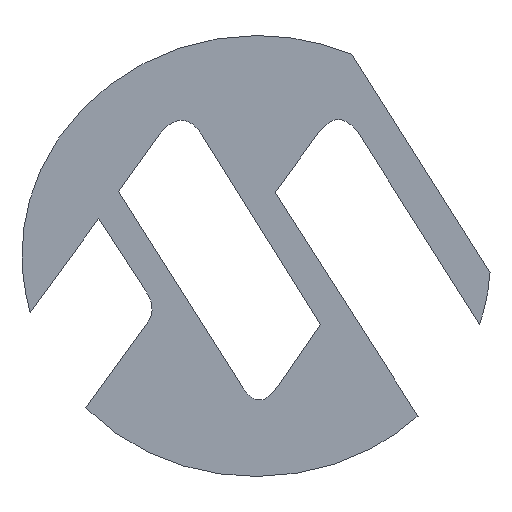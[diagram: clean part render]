
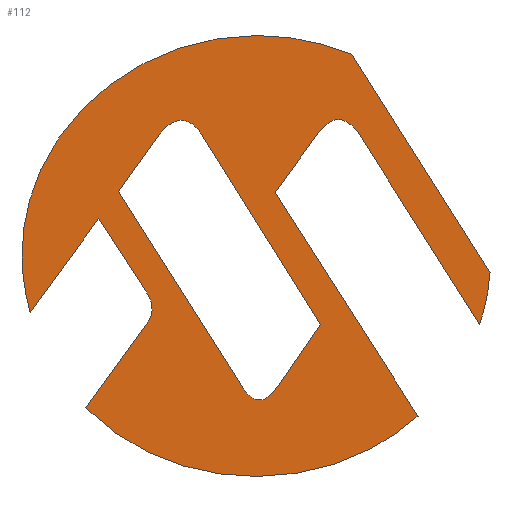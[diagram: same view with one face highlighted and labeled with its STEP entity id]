
A CAD part, top view. The second image highlights one B-rep face of the part: STEP entity #112.
In plain terms, the highlighted planar face has unit normal (0, 0, 1).
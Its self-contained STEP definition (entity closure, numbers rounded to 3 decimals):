
#12=FACE_BOUND('',#15,.T.);
#13=FACE_OUTER_BOUND('',#14,.T.);
#14=EDGE_LOOP('',(#90,#91,#92,#93,#94,#95,#96,#97,#98,#99,#100,#101,#102,
#103,#104));
#15=EDGE_LOOP('',(#105,#106,#107,#108,#109,#110));
#16=LINE('',#158,#27);
#17=LINE('',#160,#28);
#18=LINE('',#167,#29);
#19=LINE('',#174,#30);
#20=LINE('',#191,#31);
#21=LINE('',#193,#32);
#22=LINE('',#199,#33);
#23=LINE('',#202,#34);
#24=LINE('',#204,#35);
#25=LINE('',#211,#36);
#26=LINE('',#213,#37);
#27=VECTOR('',#133,10.);
#28=VECTOR('',#134,10.);
#29=VECTOR('',#135,10.);
#30=VECTOR('',#136,10.);
#31=VECTOR('',#137,10.);
#32=VECTOR('',#138,10.);
#33=VECTOR('',#139,10.);
#34=VECTOR('',#140,10.);
#35=VECTOR('',#141,10.);
#36=VECTOR('',#142,10.);
#37=VECTOR('',#143,10.);
#38=B_SPLINE_CURVE_WITH_KNOTS('',3,(#148,#149,#150,#151),.UNSPECIFIED.,
 .F.,.F.,(4,4),(0.,1.),.UNSPECIFIED.);
#39=B_SPLINE_CURVE_WITH_KNOTS('',3,(#153,#154,#155,#156),.UNSPECIFIED.,
 .F.,.F.,(4,4),(0.,1.),.UNSPECIFIED.);
#40=B_SPLINE_CURVE_WITH_KNOTS('',3,(#162,#163,#164,#165),.UNSPECIFIED.,
 .F.,.F.,(4,4),(0.,1.),.UNSPECIFIED.);
#41=B_SPLINE_CURVE_WITH_KNOTS('',3,(#169,#170,#171,#172),.UNSPECIFIED.,
 .F.,.F.,(4,4),(0.,1.),.UNSPECIFIED.);
#42=B_SPLINE_CURVE_WITH_KNOTS('',3,(#176,#177,#178,#179),.UNSPECIFIED.,
 .F.,.F.,(4,4),(0.,1.),.UNSPECIFIED.);
#43=B_SPLINE_CURVE_WITH_KNOTS('',3,(#181,#182,#183,#184),.UNSPECIFIED.,
 .F.,.F.,(4,4),(0.,1.),.UNSPECIFIED.);
#44=B_SPLINE_CURVE_WITH_KNOTS('',3,(#186,#187,#188,#189),.UNSPECIFIED.,
 .F.,.F.,(4,4),(0.,1.),.UNSPECIFIED.);
#45=B_SPLINE_CURVE_WITH_KNOTS('',3,(#195,#196,#197,#198),.UNSPECIFIED.,
 .F.,.F.,(4,4),(0.,1.),.UNSPECIFIED.);
#46=B_SPLINE_CURVE_WITH_KNOTS('',3,(#206,#207,#208,#209),.UNSPECIFIED.,
 .F.,.F.,(4,4),(-1.,0.),.UNSPECIFIED.);
#47=B_SPLINE_CURVE_WITH_KNOTS('',3,(#214,#215,#216,#217),.UNSPECIFIED.,
 .F.,.F.,(4,4),(-1.,0.),.UNSPECIFIED.);
#48=VERTEX_POINT('',#146);
#49=VERTEX_POINT('',#147);
#50=VERTEX_POINT('',#152);
#51=VERTEX_POINT('',#157);
#52=VERTEX_POINT('',#159);
#53=VERTEX_POINT('',#161);
#54=VERTEX_POINT('',#166);
#55=VERTEX_POINT('',#168);
#56=VERTEX_POINT('',#173);
#57=VERTEX_POINT('',#175);
#58=VERTEX_POINT('',#180);
#59=VERTEX_POINT('',#185);
#60=VERTEX_POINT('',#190);
#61=VERTEX_POINT('',#192);
#62=VERTEX_POINT('',#194);
#63=VERTEX_POINT('',#200);
#64=VERTEX_POINT('',#201);
#65=VERTEX_POINT('',#203);
#66=VERTEX_POINT('',#205);
#67=VERTEX_POINT('',#210);
#68=VERTEX_POINT('',#212);
#69=EDGE_CURVE('',#48,#49,#38,.T.);
#70=EDGE_CURVE('',#49,#50,#39,.T.);
#71=EDGE_CURVE('',#50,#51,#16,.T.);
#72=EDGE_CURVE('',#51,#52,#17,.T.);
#73=EDGE_CURVE('',#52,#53,#40,.T.);
#74=EDGE_CURVE('',#53,#54,#18,.T.);
#75=EDGE_CURVE('',#54,#55,#41,.T.);
#76=EDGE_CURVE('',#55,#56,#19,.T.);
#77=EDGE_CURVE('',#56,#57,#42,.T.);
#78=EDGE_CURVE('',#57,#58,#43,.T.);
#79=EDGE_CURVE('',#58,#59,#44,.T.);
#80=EDGE_CURVE('',#59,#60,#20,.T.);
#81=EDGE_CURVE('',#60,#61,#21,.T.);
#82=EDGE_CURVE('',#61,#62,#45,.T.);
#83=EDGE_CURVE('',#62,#48,#22,.T.);
#84=EDGE_CURVE('',#63,#64,#23,.T.);
#85=EDGE_CURVE('',#64,#65,#24,.T.);
#86=EDGE_CURVE('',#65,#66,#46,.T.);
#87=EDGE_CURVE('',#66,#67,#25,.T.);
#88=EDGE_CURVE('',#67,#68,#26,.T.);
#89=EDGE_CURVE('',#68,#63,#47,.T.);
#90=ORIENTED_EDGE('',*,*,#69,.T.);
#91=ORIENTED_EDGE('',*,*,#70,.T.);
#92=ORIENTED_EDGE('',*,*,#71,.T.);
#93=ORIENTED_EDGE('',*,*,#72,.T.);
#94=ORIENTED_EDGE('',*,*,#73,.T.);
#95=ORIENTED_EDGE('',*,*,#74,.T.);
#96=ORIENTED_EDGE('',*,*,#75,.T.);
#97=ORIENTED_EDGE('',*,*,#76,.T.);
#98=ORIENTED_EDGE('',*,*,#77,.T.);
#99=ORIENTED_EDGE('',*,*,#78,.T.);
#100=ORIENTED_EDGE('',*,*,#79,.T.);
#101=ORIENTED_EDGE('',*,*,#80,.T.);
#102=ORIENTED_EDGE('',*,*,#81,.T.);
#103=ORIENTED_EDGE('',*,*,#82,.T.);
#104=ORIENTED_EDGE('',*,*,#83,.T.);
#105=ORIENTED_EDGE('',*,*,#84,.T.);
#106=ORIENTED_EDGE('',*,*,#85,.T.);
#107=ORIENTED_EDGE('',*,*,#86,.T.);
#108=ORIENTED_EDGE('',*,*,#87,.T.);
#109=ORIENTED_EDGE('',*,*,#88,.T.);
#110=ORIENTED_EDGE('',*,*,#89,.T.);
#111=PLANE('',#128);
#112=ADVANCED_FACE('',(#13,#12),#111,.T.);
#128=AXIS2_PLACEMENT_3D('',#145,#131,#132);
#131=DIRECTION('center_axis',(0.,0.,1.));
#132=DIRECTION('ref_axis',(1.,0.,0.));
#133=DIRECTION('',(-0.538,0.843,0.));
#134=DIRECTION('',(0.59,0.807,0.));
#135=DIRECTION('',(0.535,-0.845,0.));
#136=DIRECTION('',(-0.535,0.845,0.));
#137=DIRECTION('',(0.589,0.808,0.));
#138=DIRECTION('',(0.546,-0.838,0.));
#139=DIRECTION('',(-0.586,-0.81,0.));
#140=DIRECTION('',(-0.535,0.845,0.));
#141=DIRECTION('',(0.584,0.811,0.));
#142=DIRECTION('',(0.53,-0.848,0.));
#143=DIRECTION('',(-0.566,-0.824,0.));
#145=CARTESIAN_POINT('Origin',(-0.384,-0.04,0.));
#146=CARTESIAN_POINT('',(-110.781,-98.637,0.));
#147=CARTESIAN_POINT('',(0.,-143.113,0.));
#148=CARTESIAN_POINT('Ctrl Pts',(-110.781,-98.637,0.));
#149=CARTESIAN_POINT('Ctrl Pts',(-81.121,-128.323,0.));
#150=CARTESIAN_POINT('Ctrl Pts',(-41.354,-143.113,0.));
#151=CARTESIAN_POINT('Ctrl Pts',(0.,-143.113,
0.));
#152=CARTESIAN_POINT('',(104.749,-103.955,0.));
#153=CARTESIAN_POINT('Ctrl Pts',(0.,-143.113,
0.));
#154=CARTESIAN_POINT('Ctrl Pts',(40.693,-143.113,0.));
#155=CARTESIAN_POINT('Ctrl Pts',(77.602,-128.058,0.));
#156=CARTESIAN_POINT('Ctrl Pts',(104.749,-103.955,0.));
#157=CARTESIAN_POINT('',(12.065,41.354,0.));
#158=CARTESIAN_POINT('',(104.749,-103.955,0.));
#159=CARTESIAN_POINT('',(40.693,80.513,0.));
#160=CARTESIAN_POINT('',(12.065,41.354,0.));
#161=CARTESIAN_POINT('',(65.564,80.513,0.));
#162=CARTESIAN_POINT('Ctrl Pts',(40.693,80.513,0.));
#163=CARTESIAN_POINT('Ctrl Pts',(48.736,91.061,0.));
#164=CARTESIAN_POINT('Ctrl Pts',(57.027,91.061,0.));
#165=CARTESIAN_POINT('Ctrl Pts',(65.564,80.513,0.));
#166=CARTESIAN_POINT('',(144.674,-44.45,0.));
#167=CARTESIAN_POINT('',(65.564,80.513,0.));
#168=CARTESIAN_POINT('',(151.448,-10.557,0.));
#169=CARTESIAN_POINT('Ctrl Pts',(144.674,-44.45,0.));
#170=CARTESIAN_POINT('Ctrl Pts',(148.431,-33.92,0.));
#171=CARTESIAN_POINT('Ctrl Pts',(150.707,-21.855,0.));
#172=CARTESIAN_POINT('Ctrl Pts',(151.448,-10.557,0.));
#173=CARTESIAN_POINT('',(61.78,130.995,0.));
#174=CARTESIAN_POINT('',(151.448,-10.557,0.));
#175=CARTESIAN_POINT('',(0.,143.034,0.));
#176=CARTESIAN_POINT('Ctrl Pts',(61.78,130.995,0.));
#177=CARTESIAN_POINT('Ctrl Pts',(42.942,138.536,0.));
#178=CARTESIAN_POINT('Ctrl Pts',(21.855,143.034,0.));
#179=CARTESIAN_POINT('Ctrl Pts',(0.,143.034,0.));
#180=CARTESIAN_POINT('',(-152.215,0.,0.));
#181=CARTESIAN_POINT('Ctrl Pts',(0.,143.034,0.));
#182=CARTESIAN_POINT('Ctrl Pts',(-78.766,143.034,0.));
#183=CARTESIAN_POINT('Ctrl Pts',(-152.215,82.55,0.));
#184=CARTESIAN_POINT('Ctrl Pts',(-152.215,0.,0.));
#185=CARTESIAN_POINT('',(-146.95,-36.883,0.));
#186=CARTESIAN_POINT('Ctrl Pts',(-152.215,0.,0.));
#187=CARTESIAN_POINT('Ctrl Pts',(-152.215,-12.806,0.));
#188=CARTESIAN_POINT('Ctrl Pts',(-149.966,-25.585,0.));
#189=CARTESIAN_POINT('Ctrl Pts',(-146.95,-36.883,0.));
#190=CARTESIAN_POINT('',(-102.5,24.104,0.));
#191=CARTESIAN_POINT('',(-146.95,-36.883,0.));
#192=CARTESIAN_POINT('',(-71.596,-23.336,0.));
#193=CARTESIAN_POINT('',(-102.5,24.104,0.));
#194=CARTESIAN_POINT('',(-71.596,-44.424,0.));
#195=CARTESIAN_POINT('Ctrl Pts',(-71.596,-23.336,0.));
#196=CARTESIAN_POINT('Ctrl Pts',(-66.569,-30.868,0.));
#197=CARTESIAN_POINT('Ctrl Pts',(-66.569,-37.897,0.));
#198=CARTESIAN_POINT('Ctrl Pts',(-71.596,-44.424,0.));
#199=CARTESIAN_POINT('',(-71.596,-44.424,0.));
#200=CARTESIAN_POINT('',(-10.53,-82.894,0.));
#201=CARTESIAN_POINT('',(-89.667,42.095,0.));
#202=CARTESIAN_POINT('',(-89.667,42.095,0.));
#203=CARTESIAN_POINT('',(-62.548,79.745,0.));
#204=CARTESIAN_POINT('',(-62.548,79.745,0.));
#205=CARTESIAN_POINT('',(-36.169,79.745,0.));
#206=CARTESIAN_POINT('Ctrl Pts',(-62.548,79.745,0.));
#207=CARTESIAN_POINT('Ctrl Pts',(-53.005,90.787,0.));
#208=CARTESIAN_POINT('Ctrl Pts',(-44.212,90.787,0.));
#209=CARTESIAN_POINT('Ctrl Pts',(-36.169,79.745,0.));
#210=CARTESIAN_POINT('',(41.46,-44.503,0.));
#211=CARTESIAN_POINT('',(41.46,-44.503,0.));
#212=CARTESIAN_POINT('',(15.081,-82.894,0.));
#213=CARTESIAN_POINT('',(15.081,-82.894,0.));
#214=CARTESIAN_POINT('Ctrl Pts',(15.081,-82.894,0.));
#215=CARTESIAN_POINT('Ctrl Pts',(6.05,-96.952,0.));
#216=CARTESIAN_POINT('Ctrl Pts',(-2.487,-96.952,0.));
#217=CARTESIAN_POINT('Ctrl Pts',(-10.53,-82.894,0.));
